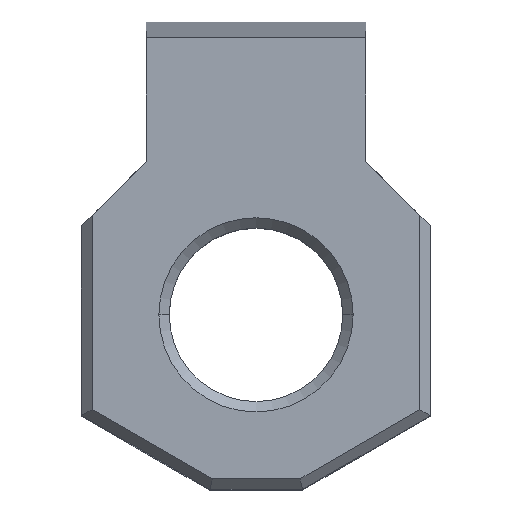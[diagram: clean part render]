
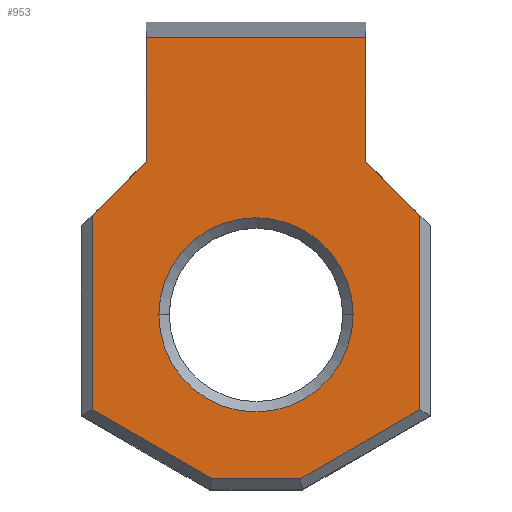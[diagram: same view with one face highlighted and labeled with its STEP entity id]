
A CAD part, top view. The second image highlights one B-rep face of the part: STEP entity #953.
In plain terms, the highlighted planar face has unit normal (0, 0, 1).
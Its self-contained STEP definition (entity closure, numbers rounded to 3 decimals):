
#2 = EDGE_LOOP ( 'NONE', ( #366, #603 ) ) ;
#11 = CARTESIAN_POINT ( 'NONE',  ( -4.725, 7.913, 9. ) ) ;
#19 = CARTESIAN_POINT ( 'NONE',  ( 6.319, 6.319, 9. ) ) ;
#31 = VERTEX_POINT ( 'NONE', #1107 ) ;
#44 = DIRECTION ( 'NONE',  ( 0., 1., 0. ) ) ;
#52 = CARTESIAN_POINT ( 'NONE',  ( -6.319, 6.319, 9. ) ) ;
#114 = CARTESIAN_POINT ( 'NONE',  ( -1.185, 0.269, 9. ) ) ;
#124 = CARTESIAN_POINT ( 'NONE',  ( -3.167, 13.028, 9. ) ) ;
#148 = LINE ( 'NONE', #114, #502 ) ;
#149 = EDGE_CURVE ( 'NONE', #764, #687, #220, .T. ) ;
#171 = CARTESIAN_POINT ( 'NONE',  ( 0., 5.04, 9. ) ) ;
#206 = VECTOR ( 'NONE', #501, 1000. ) ;
#218 = LINE ( 'NONE', #1109, #312 ) ;
#220 = CIRCLE ( 'NONE', #1047, 2.8 ) ;
#232 = DIRECTION ( 'NONE',  ( 0., 1., 0. ) ) ;
#234 = CARTESIAN_POINT ( 'NONE',  ( 0., 0., 9. ) ) ;
#276 = DIRECTION ( 'NONE',  ( 1., 0., 0. ) ) ;
#294 = DIRECTION ( 'NONE',  ( -1., 0., 0. ) ) ;
#299 = EDGE_CURVE ( 'NONE', #470, #1008, #404, .T. ) ;
#300 = VERTEX_POINT ( 'NONE', #1117 ) ;
#304 = CARTESIAN_POINT ( 'NONE',  ( 0., 5.04, 9. ) ) ;
#312 = VECTOR ( 'NONE', #725, 1000. ) ;
#316 = CARTESIAN_POINT ( 'NONE',  ( 2.8, 5.04, 9. ) ) ;
#333 = FACE_BOUND ( 'NONE', #2, .T. ) ;
#364 = VECTOR ( 'NONE', #232, 1000. ) ;
#365 = CARTESIAN_POINT ( 'NONE',  ( 3.168, 13.028, 9. ) ) ;
#366 = ORIENTED_EDGE ( 'NONE', *, *, #149, .T. ) ;
#375 = LINE ( 'NONE', #1266, #571 ) ;
#403 = DIRECTION ( 'NONE',  ( 1., 0., 0. ) ) ;
#404 = LINE ( 'NONE', #733, #649 ) ;
#430 = DIRECTION ( 'NONE',  ( -0.707, 0.707, 0. ) ) ;
#436 = EDGE_CURVE ( 'NONE', #897, #806, #375, .T. ) ;
#444 = CIRCLE ( 'NONE', #790, 2.8 ) ;
#454 = CARTESIAN_POINT ( 'NONE',  ( 4.725, 7.613, 9. ) ) ;
#461 = CARTESIAN_POINT ( 'NONE',  ( 4.725, 2.306, 9. ) ) ;
#462 = LINE ( 'NONE', #52, #592 ) ;
#470 = VERTEX_POINT ( 'NONE', #1166 ) ;
#489 = AXIS2_PLACEMENT_3D ( 'NONE', #234, #643, #1026 ) ;
#496 = VERTEX_POINT ( 'NONE', #461 ) ;
#501 = DIRECTION ( 'NONE',  ( 0., -1., 0. ) ) ;
#502 = VECTOR ( 'NONE', #1301, 1000. ) ;
#516 = VECTOR ( 'NONE', #294, 1000. ) ;
#519 = VECTOR ( 'NONE', #44, 1000. ) ;
#539 = CARTESIAN_POINT ( 'NONE',  ( -3.167, 9.47, 9. ) ) ;
#571 = VECTOR ( 'NONE', #876, 1000. ) ;
#592 = VECTOR ( 'NONE', #960, 1000. ) ;
#603 = ORIENTED_EDGE ( 'NONE', *, *, #1247, .T. ) ;
#641 = CARTESIAN_POINT ( 'NONE',  ( -3.167, 0., 9. ) ) ;
#642 = CARTESIAN_POINT ( 'NONE',  ( 1.267, 0.31, 9. ) ) ;
#643 = DIRECTION ( 'NONE',  ( 0., 0., 1. ) ) ;
#649 = VECTOR ( 'NONE', #403, 1000. ) ;
#671 = EDGE_CURVE ( 'NONE', #958, #954, #1024, .T. ) ;
#687 = VERTEX_POINT ( 'NONE', #1218 ) ;
#703 = CARTESIAN_POINT ( 'NONE',  ( 0., 13.028, 9. ) ) ;
#717 = CARTESIAN_POINT ( 'NONE',  ( 3.168, 9.47, 9. ) ) ;
#718 = ORIENTED_EDGE ( 'NONE', *, *, #299, .T. ) ;
#725 = DIRECTION ( 'NONE',  ( 0.866, 0.5, 0. ) ) ;
#733 = CARTESIAN_POINT ( 'NONE',  ( 1.348, 0.31, 9. ) ) ;
#735 = EDGE_CURVE ( 'NONE', #1008, #496, #218, .T. ) ;
#737 = FACE_OUTER_BOUND ( 'NONE', #781, .T. ) ;
#749 = ORIENTED_EDGE ( 'NONE', *, *, #1019, .T. ) ;
#764 = VERTEX_POINT ( 'NONE', #316 ) ;
#781 = EDGE_LOOP ( 'NONE', ( #1272, #1244, #1270, #1114, #749, #803, #916, #1305, #1180, #718 ) ) ;
#790 = AXIS2_PLACEMENT_3D ( 'NONE', #304, #1195, #800 ) ;
#800 = DIRECTION ( 'NONE',  ( 1., 0., 0. ) ) ;
#803 = ORIENTED_EDGE ( 'NONE', *, *, #671, .F. ) ;
#806 = VERTEX_POINT ( 'NONE', #717 ) ;
#814 = EDGE_CURVE ( 'NONE', #926, #31, #1296, .T. ) ;
#857 = LINE ( 'NONE', #454, #519 ) ;
#876 = DIRECTION ( 'NONE',  ( 0., -1., 0. ) ) ;
#897 = VERTEX_POINT ( 'NONE', #365 ) ;
#901 = CARTESIAN_POINT ( 'NONE',  ( -4.725, 0., 9. ) ) ;
#916 = ORIENTED_EDGE ( 'NONE', *, *, #1193, .F. ) ;
#926 = VERTEX_POINT ( 'NONE', #11 ) ;
#930 = LINE ( 'NONE', #19, #961 ) ;
#953 = ADVANCED_FACE ( 'NONE', ( #333, #737 ), #1123, .T. ) ;
#954 = VERTEX_POINT ( 'NONE', #124 ) ;
#958 = VERTEX_POINT ( 'NONE', #539 ) ;
#960 = DIRECTION ( 'NONE',  ( 0.707, 0.707, 0. ) ) ;
#961 = VECTOR ( 'NONE', #430, 1000. ) ;
#971 = EDGE_CURVE ( 'NONE', #300, #806, #930, .T. ) ;
#1004 = EDGE_CURVE ( 'NONE', #31, #470, #148, .T. ) ;
#1008 = VERTEX_POINT ( 'NONE', #642 ) ;
#1019 = EDGE_CURVE ( 'NONE', #897, #954, #1085, .T. ) ;
#1024 = LINE ( 'NONE', #641, #364 ) ;
#1026 = DIRECTION ( 'NONE',  ( 1., 0., 0. ) ) ;
#1033 = EDGE_CURVE ( 'NONE', #496, #300, #857, .T. ) ;
#1047 = AXIS2_PLACEMENT_3D ( 'NONE', #171, #1168, #276 ) ;
#1085 = LINE ( 'NONE', #703, #516 ) ;
#1107 = CARTESIAN_POINT ( 'NONE',  ( -4.725, 2.312, 9. ) ) ;
#1109 = CARTESIAN_POINT ( 'NONE',  ( 4.874, 2.392, 9. ) ) ;
#1114 = ORIENTED_EDGE ( 'NONE', *, *, #436, .F. ) ;
#1117 = CARTESIAN_POINT ( 'NONE',  ( 4.725, 7.913, 9. ) ) ;
#1123 = PLANE ( 'NONE',  #489 ) ;
#1166 = CARTESIAN_POINT ( 'NONE',  ( -1.257, 0.31, 9. ) ) ;
#1168 = DIRECTION ( 'NONE',  ( 0., 0., -1. ) ) ;
#1180 = ORIENTED_EDGE ( 'NONE', *, *, #1004, .T. ) ;
#1193 = EDGE_CURVE ( 'NONE', #926, #958, #462, .T. ) ;
#1195 = DIRECTION ( 'NONE',  ( 0., 0., -1. ) ) ;
#1218 = CARTESIAN_POINT ( 'NONE',  ( -2.8, 5.04, 9. ) ) ;
#1244 = ORIENTED_EDGE ( 'NONE', *, *, #1033, .T. ) ;
#1247 = EDGE_CURVE ( 'NONE', #687, #764, #444, .T. ) ;
#1266 = CARTESIAN_POINT ( 'NONE',  ( 3.168, 0., 9. ) ) ;
#1270 = ORIENTED_EDGE ( 'NONE', *, *, #971, .T. ) ;
#1272 = ORIENTED_EDGE ( 'NONE', *, *, #735, .T. ) ;
#1296 = LINE ( 'NONE', #901, #206 ) ;
#1301 = DIRECTION ( 'NONE',  ( 0.866, -0.5, 0. ) ) ;
#1305 = ORIENTED_EDGE ( 'NONE', *, *, #814, .T. ) ;
